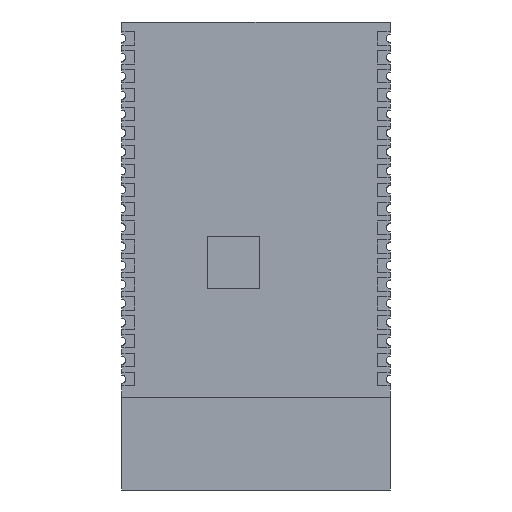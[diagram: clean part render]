
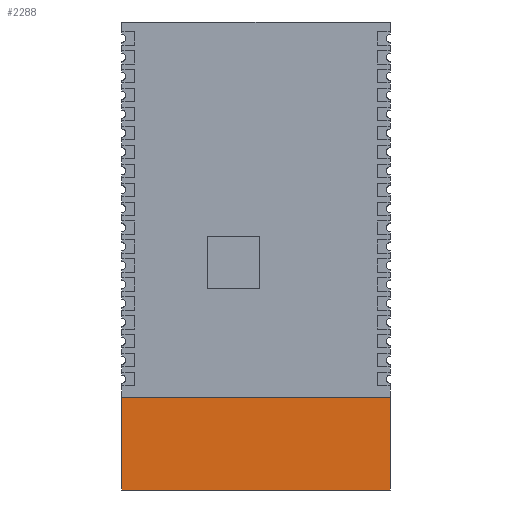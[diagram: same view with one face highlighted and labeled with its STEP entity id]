
A CAD part, front view. The second image highlights one B-rep face of the part: STEP entity #2288.
In plain terms, the highlighted planar face has unit normal (0, -1, 0).
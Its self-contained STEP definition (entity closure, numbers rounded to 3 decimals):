
#454 = LINE ( 'NONE', #3348, #836 ) ;
#836 = VECTOR ( 'NONE', #10473, 1000. ) ;
#2288 = ADVANCED_FACE ( 'NONE', ( #3998 ), #18594, .T. ) ;
#2876 = DIRECTION ( 'NONE',  ( -1., 0., 0. ) ) ;
#3210 = CARTESIAN_POINT ( 'NONE',  ( 9., 0., -9.48 ) ) ;
#3276 = EDGE_CURVE ( 'NONE', #19532, #21418, #454, .T. ) ;
#3348 = CARTESIAN_POINT ( 'NONE',  ( 9., 0., 15.7 ) ) ;
#3509 = CARTESIAN_POINT ( 'NONE',  ( 9., 0., -15.7 ) ) ;
#3998 = FACE_OUTER_BOUND ( 'NONE', #13320, .T. ) ;
#5087 = AXIS2_PLACEMENT_3D ( 'NONE', #11767, #15352, #6101 ) ;
#6101 = DIRECTION ( 'NONE',  ( 0., 0., -1. ) ) ;
#6164 = ORIENTED_EDGE ( 'NONE', *, *, #12721, .F. ) ;
#6205 = DIRECTION ( 'NONE',  ( -1., 0., 0. ) ) ;
#7265 = VECTOR ( 'NONE', #6205, 1000. ) ;
#8807 = LINE ( 'NONE', #15435, #15968 ) ;
#10473 = DIRECTION ( 'NONE',  ( 0., 0., -1. ) ) ;
#11767 = CARTESIAN_POINT ( 'NONE',  ( 0., 0., 0. ) ) ;
#12721 = EDGE_CURVE ( 'NONE', #14816, #14352, #21016, .T. ) ;
#13320 = EDGE_LOOP ( 'NONE', ( #15335, #20496, #6164, #21949 ) ) ;
#13348 = VECTOR ( 'NONE', #20964, 1000. ) ;
#14352 = VERTEX_POINT ( 'NONE', #14426 ) ;
#14426 = CARTESIAN_POINT ( 'NONE',  ( -9., 0., -9.48 ) ) ;
#14809 = CARTESIAN_POINT ( 'NONE',  ( -9., 0., -15.7 ) ) ;
#14816 = VERTEX_POINT ( 'NONE', #14809 ) ;
#15335 = ORIENTED_EDGE ( 'NONE', *, *, #3276, .F. ) ;
#15352 = DIRECTION ( 'NONE',  ( 0., -1., 0. ) ) ;
#15435 = CARTESIAN_POINT ( 'NONE',  ( 0., 0., -9.48 ) ) ;
#15943 = EDGE_CURVE ( 'NONE', #19532, #14352, #8807, .T. ) ;
#15968 = VECTOR ( 'NONE', #2876, 1000. ) ;
#17428 = CARTESIAN_POINT ( 'NONE',  ( -9., 0., 15.7 ) ) ;
#18594 = PLANE ( 'NONE',  #5087 ) ;
#19532 = VERTEX_POINT ( 'NONE', #3210 ) ;
#20496 = ORIENTED_EDGE ( 'NONE', *, *, #15943, .T. ) ;
#20964 = DIRECTION ( 'NONE',  ( 0., 0., 1. ) ) ;
#21016 = LINE ( 'NONE', #17428, #13348 ) ;
#21418 = VERTEX_POINT ( 'NONE', #3509 ) ;
#21949 = ORIENTED_EDGE ( 'NONE', *, *, #22552, .F. ) ;
#22115 = CARTESIAN_POINT ( 'NONE',  ( -9., 0., -15.7 ) ) ;
#22552 = EDGE_CURVE ( 'NONE', #21418, #14816, #22665, .T. ) ;
#22665 = LINE ( 'NONE', #22115, #7265 ) ;
